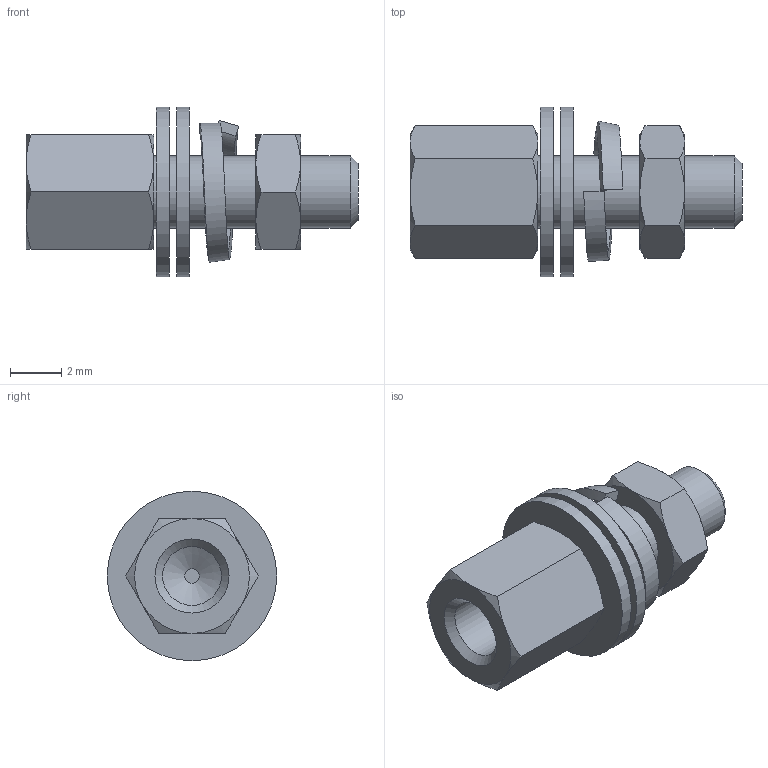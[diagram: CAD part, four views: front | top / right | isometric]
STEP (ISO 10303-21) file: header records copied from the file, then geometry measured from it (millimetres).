
FILE_DESCRIPTION(/* description */ (''),/* implementation_level */ '2;1');
FILE_NAME(/* name */ '100628605ugm000_a.stp',/* time_stamp */ '2019-05-28T04:57:36+02:00',/* author */ (''),/* organization */ (''),/* preprocessor_version */ 'ST-DEVELOPER v16.7',/* originating_system */ 'SIEMENS PLM Software NX 12.0',/* authorisation */ '');
FILE_SCHEMA (('AUTOMOTIVE_DESIGN { 1 0 10303 214 3 1 1 1 }'));
Length unit declared in the file: millimetre
Products named in the file (1): 100628605ugm000_a
Bounding box: 13 x 6.64 x 6.64 mm (x, y, z)
Volume: 168.2 mm3; surface area: 420.5 mm2
Topology: 4 solids, 4 shells, 62 faces, 125 edges, 76 vertices
Faces by surface type: cone 27, plane 24, cylinder 7, bspline 4
Full cylindrical faces by diameter (mm): 2.3 x1, 2.82 x2, 3.2 x2, 6.64 x2
Entity records: 1834 total; most frequent: CARTESIAN_POINT 614, ORIENTED_EDGE 226, DIRECTION 220, EDGE_CURVE 113, AXIS2_PLACEMENT_3D 100, EDGE_LOOP 80, VERTEX_POINT 73, ADVANCED_FACE 62
